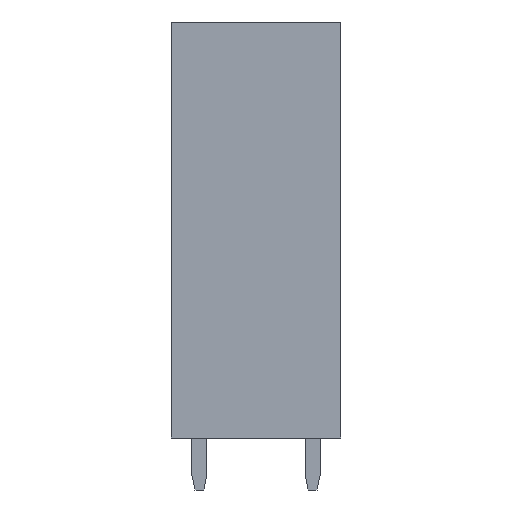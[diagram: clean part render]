
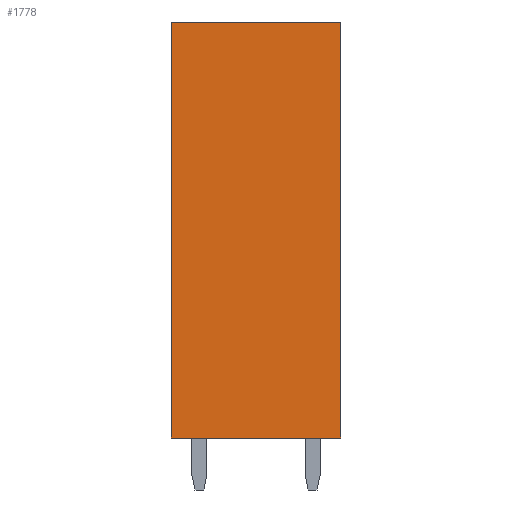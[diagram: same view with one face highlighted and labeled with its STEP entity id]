
A CAD part, left-side view. The second image highlights one B-rep face of the part: STEP entity #1778.
In plain terms, the highlighted planar face has unit normal (-1, 0, 0).
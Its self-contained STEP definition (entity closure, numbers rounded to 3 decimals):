
#1765=AXIS2_PLACEMENT_3D('Plane Axis2P3D',#1762,#1763,#1764) ;
#42=CARTESIAN_POINT('Vertex',(0.,11.4,3.5)) ;
#45=CARTESIAN_POINT('Line Origine',(0.,11.4,17.5)) ;
#49=CARTESIAN_POINT('Vertex',(0.,11.4,31.5)) ;
#250=CARTESIAN_POINT('Vertex',(0.,0.,3.5)) ;
#292=CARTESIAN_POINT('Vertex',(0.,0.,31.5)) ;
#295=CARTESIAN_POINT('Line Origine',(0.,0.,17.5)) ;
#357=CARTESIAN_POINT('Line Origine',(0.,5.7,3.5)) ;
#1762=CARTESIAN_POINT('Axis2P3D Location',(0.,0.,0.)) ;
#1767=CARTESIAN_POINT('Line Origine',(0.,5.7,31.5)) ;
#46=DIRECTION('Vector Direction',(0.,0.,1.)) ;
#296=DIRECTION('Vector Direction',(0.,0.,-1.)) ;
#358=DIRECTION('Vector Direction',(0.,1.,0.)) ;
#1763=DIRECTION('Axis2P3D Direction',(-1.,0.,0.)) ;
#1764=DIRECTION('Axis2P3D XDirection',(0.,0.,1.)) ;
#1768=DIRECTION('Vector Direction',(0.,-1.,0.)) ;
#47=VECTOR('Line Direction',#46,1.) ;
#297=VECTOR('Line Direction',#296,1.) ;
#359=VECTOR('Line Direction',#358,1.) ;
#1769=VECTOR('Line Direction',#1768,1.) ;
#1773=ORIENTED_EDGE('',*,*,#51,.T.) ;
#1774=ORIENTED_EDGE('',*,*,#361,.T.) ;
#1775=ORIENTED_EDGE('',*,*,#299,.T.) ;
#1776=ORIENTED_EDGE('',*,*,#1771,.T.) ;
#1778=ADVANCED_FACE('HOUSING',(#1777),#1766,.T.) ;
#51=EDGE_CURVE('',#50,#43,#48,.F.) ;
#299=EDGE_CURVE('',#251,#293,#298,.F.) ;
#361=EDGE_CURVE('',#43,#251,#360,.F.) ;
#1771=EDGE_CURVE('',#293,#50,#1770,.F.) ;
#1772=EDGE_LOOP('',(#1773,#1774,#1775,#1776)) ;
#1777=FACE_OUTER_BOUND('',#1772,.T.) ;
#48=LINE('Line',#45,#47) ;
#298=LINE('Line',#295,#297) ;
#360=LINE('Line',#357,#359) ;
#1770=LINE('Line',#1767,#1769) ;
#1766=PLANE('',#1765) ;
#43=VERTEX_POINT('',#42) ;
#50=VERTEX_POINT('',#49) ;
#251=VERTEX_POINT('',#250) ;
#293=VERTEX_POINT('',#292) ;
